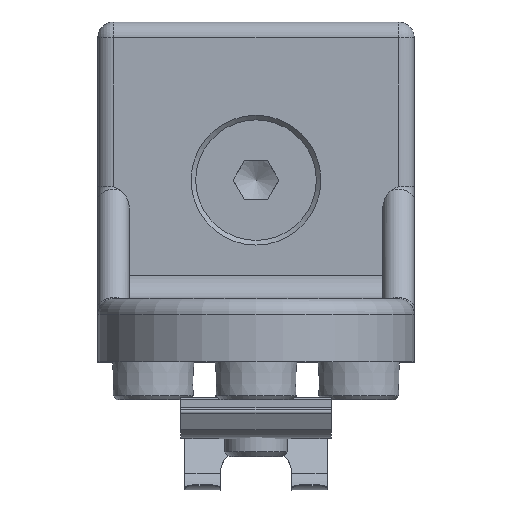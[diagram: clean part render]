
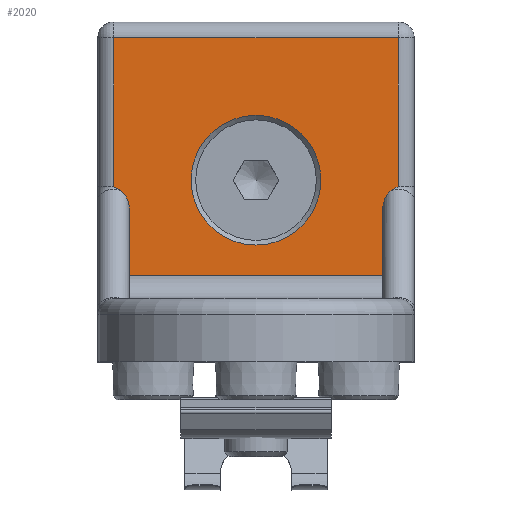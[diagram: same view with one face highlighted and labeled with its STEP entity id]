
A CAD part, top view. The second image highlights one B-rep face of the part: STEP entity #2020.
In plain terms, the highlighted face is planar.
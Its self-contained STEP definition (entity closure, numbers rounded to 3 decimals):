
#2020=ADVANCED_FACE('',(#2328,#2329),#2330,.F.);
#2328=FACE_OUTER_BOUND('',#2870,.T.);
#2329=FACE_BOUND('',#2871,.T.);
#2330=PLANE('',#2872);
#2870=EDGE_LOOP('',(#3780,#3781,#3782,#3783,#3784,#3785,#3786,#3787,#3788,#3789));
#2871=EDGE_LOOP('',(#3790));
#2872=AXIS2_PLACEMENT_3D('',#3791,#3792,#3793);
#3780=ORIENTED_EDGE('',*,*,#5230,.F.);
#3781=ORIENTED_EDGE('',*,*,#5231,.T.);
#3782=ORIENTED_EDGE('',*,*,#5232,.T.);
#3783=ORIENTED_EDGE('',*,*,#5233,.T.);
#3784=ORIENTED_EDGE('',*,*,#5234,.F.);
#3785=ORIENTED_EDGE('',*,*,#5235,.T.);
#3786=ORIENTED_EDGE('',*,*,#5236,.T.);
#3787=ORIENTED_EDGE('',*,*,#5237,.T.);
#3788=ORIENTED_EDGE('',*,*,#5238,.T.);
#3789=ORIENTED_EDGE('',*,*,#5239,.T.);
#3790=ORIENTED_EDGE('',*,*,#5240,.F.);
#3791=CARTESIAN_POINT('',(20.0,8.0,-20.793));
#3792=DIRECTION('',(0.0,-1.0,0.0));
#3793=DIRECTION('',(0.0,0.0,-1.0));
#5230=EDGE_CURVE('',#5877,#5878,#5879,.T.);
#5231=EDGE_CURVE('',#5877,#5880,#5881,.T.);
#5232=EDGE_CURVE('',#5880,#5882,#5883,.T.);
#5233=EDGE_CURVE('',#5882,#5884,#5885,.T.);
#5234=EDGE_CURVE('',#5886,#5884,#5887,.T.);
#5235=EDGE_CURVE('',#5886,#5888,#5889,.T.);
#5236=EDGE_CURVE('',#5888,#5890,#5891,.T.);
#5237=EDGE_CURVE('',#5890,#5892,#5893,.T.);
#5238=EDGE_CURVE('',#5892,#5894,#5895,.T.);
#5239=EDGE_CURVE('',#5894,#5878,#5896,.T.);
#5240=EDGE_CURVE('',#5897,#5897,#5898,.T.);
#5877=VERTEX_POINT('',#7081);
#5878=VERTEX_POINT('',#7082);
#5879=LINE('',#7083,#7084);
#5880=VERTEX_POINT('',#7085);
#5881=ELLIPSE('',#7086,2.828,2.0);
#5882=VERTEX_POINT('',#7087);
#5883=B_SPLINE_CURVE_WITH_KNOTS('',2,(#7088,#7089,#7090,#7091,#7092),.UNSPECIFIED.,.F.,.F.,(3,2,3),(0.0,0.5,1.0),.UNSPECIFIED.);
#5884=VERTEX_POINT('',#7093);
#5885=LINE('',#7094,#7095);
#5886=VERTEX_POINT('',#7096);
#5887=LINE('',#7097,#7098);
#5888=VERTEX_POINT('',#7099);
#5889=LINE('',#7100,#7101);
#5890=VERTEX_POINT('',#7102);
#5891=B_SPLINE_CURVE_WITH_KNOTS('',2,(#7103,#7104,#7105,#7106,#7107),.UNSPECIFIED.,.F.,.F.,(3,2,3),(0.0,0.5,1.0),.UNSPECIFIED.);
#5892=VERTEX_POINT('',#7108);
#5893=ELLIPSE('',#7109,2.828,2.0);
#5894=VERTEX_POINT('',#7110);
#5895=LINE('',#7111,#7112);
#5896=LINE('',#7113,#7114);
#5897=VERTEX_POINT('',#7115);
#5898=CIRCLE('',#7116,8.2);
#7081=CARTESIAN_POINT('',(-16.0,8.0,-23.829));
#7082=CARTESIAN_POINT('',(-16.0,8.0,-32.0));
#7083=CARTESIAN_POINT('',(-16.0,8.0,-20.793));
#7084=VECTOR('',#8131,1.0);
#7085=CARTESIAN_POINT('',(-17.114,8.0,-21.293));
#7086=AXIS2_PLACEMENT_3D('',#8132,#8133,#8134);
#7087=CARTESIAN_POINT('',(-18.0,8.0,-20.793));
#7088=CARTESIAN_POINT('',(-17.114,8.0,-21.293));
#7089=CARTESIAN_POINT('',(-17.3,8.0,-21.163));
#7090=CARTESIAN_POINT('',(-17.548,8.0,-21.027));
#7091=CARTESIAN_POINT('',(-17.703,8.0,-20.941));
#7092=CARTESIAN_POINT('',(-18.0,8.0,-20.793));
#7093=CARTESIAN_POINT('',(-18.0,8.0,-2.0));
#7094=CARTESIAN_POINT('',(-18.0,8.0,-20.793));
#7095=VECTOR('',#8135,1.0);
#7096=CARTESIAN_POINT('',(18.0,8.0,-2.0));
#7097=CARTESIAN_POINT('',(20.0,8.0,-2.0));
#7098=VECTOR('',#8136,1.0);
#7099=CARTESIAN_POINT('',(18.0,8.0,-20.793));
#7100=CARTESIAN_POINT('',(18.0,8.0,-20.793));
#7101=VECTOR('',#8137,1.0);
#7102=CARTESIAN_POINT('',(17.114,8.0,-21.293));
#7103=CARTESIAN_POINT('',(18.0,8.0,-20.793));
#7104=CARTESIAN_POINT('',(17.704,8.0,-20.941));
#7105=CARTESIAN_POINT('',(17.548,8.0,-21.027));
#7106=CARTESIAN_POINT('',(17.3,8.0,-21.163));
#7107=CARTESIAN_POINT('',(17.114,8.0,-21.293));
#7108=CARTESIAN_POINT('',(16.0,8.0,-23.829));
#7109=AXIS2_PLACEMENT_3D('',#8138,#8139,#8140);
#7110=CARTESIAN_POINT('',(16.0,8.0,-32.0));
#7111=CARTESIAN_POINT('',(16.0,8.0,-20.793));
#7112=VECTOR('',#8141,1.0);
#7113=CARTESIAN_POINT('',(16.0,8.0,-32.0));
#7114=VECTOR('',#8142,1.0);
#7115=CARTESIAN_POINT('',(0.0,8.0,-11.8));
#7116=AXIS2_PLACEMENT_3D('',#8143,#8144,#8145);
#8131=DIRECTION('',(0.0,0.0,-1.0));
#8132=CARTESIAN_POINT('',(-18.0,8.0,-23.829));
#8133=DIRECTION('',(0.0,-1.0,0.0));
#8134=DIRECTION('',(0.0,0.0,-1.0));
#8135=DIRECTION('',(0.0,0.0,1.0));
#8136=DIRECTION('',(-1.0,0.0,0.0));
#8137=DIRECTION('',(0.0,0.0,-1.0));
#8138=CARTESIAN_POINT('',(18.0,8.0,-23.829));
#8139=DIRECTION('',(0.0,-1.0,0.0));
#8140=DIRECTION('',(0.0,0.0,1.0));
#8141=DIRECTION('',(0.0,0.0,-1.0));
#8142=DIRECTION('',(-1.0,0.0,0.0));
#8143=CARTESIAN_POINT('',(0.0,8.0,-20.0));
#8144=DIRECTION('',(0.0,1.0,0.0));
#8145=DIRECTION('',(0.0,0.0,1.0));
